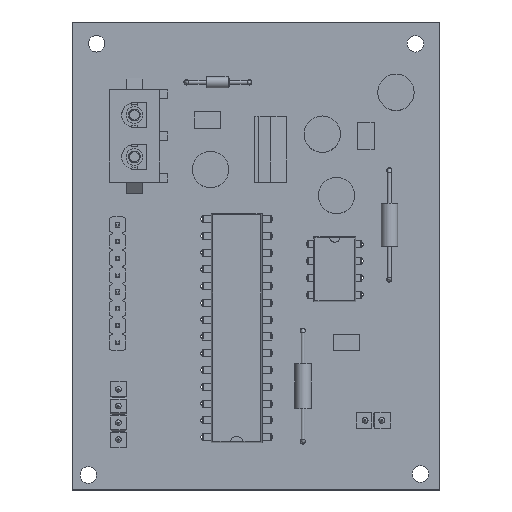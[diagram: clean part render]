
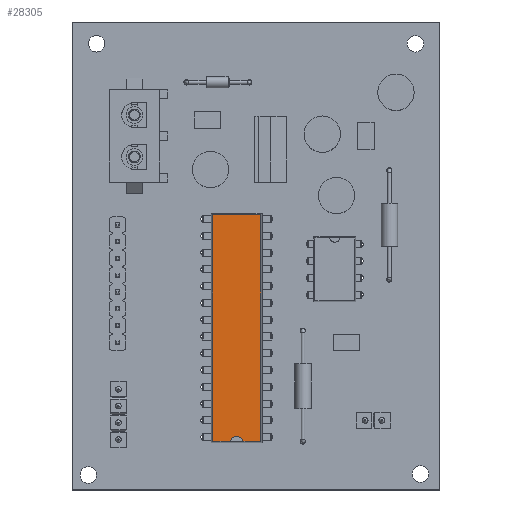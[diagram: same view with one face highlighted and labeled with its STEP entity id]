
A CAD part, top view. The second image highlights one B-rep face of the part: STEP entity #28305.
In plain terms, the highlighted planar face has unit normal (0, 0, 1).
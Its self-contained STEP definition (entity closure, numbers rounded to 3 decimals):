
#28137 = VERTEX_POINT('',#28138);
#28138 = CARTESIAN_POINT('',(-3.65,-17.146,4.572));
#28146 = VERTEX_POINT('',#28147);
#28147 = CARTESIAN_POINT('',(-3.65,17.146,4.572));
#28153 = EDGE_CURVE('',#28137,#28146,#28154,.T.);
#28154 = LINE('',#28155,#28156);
#28155 = CARTESIAN_POINT('',(-3.65,-17.338,4.572));
#28156 = VECTOR('',#28157,1.);
#28157 = DIRECTION('',(0.,1.,0.));
#28247 = VERTEX_POINT('',#28248);
#28248 = CARTESIAN_POINT('',(3.65,-17.146,4.572));
#28254 = EDGE_CURVE('',#28137,#28247,#28255,.T.);
#28255 = LINE('',#28256,#28257);
#28256 = CARTESIAN_POINT('',(-3.842,-17.146,4.572));
#28257 = VECTOR('',#28258,1.);
#28258 = DIRECTION('',(1.,0.,0.));
#28305 = ADVANCED_FACE('',(#28306),#28341,.T.);
#28306 = FACE_BOUND('',#28307,.T.);
#28307 = EDGE_LOOP('',(#28308,#28309,#28310,#28318,#28326,#28335));
#28308 = ORIENTED_EDGE('',*,*,#28153,.F.);
#28309 = ORIENTED_EDGE('',*,*,#28254,.T.);
#28310 = ORIENTED_EDGE('',*,*,#28311,.T.);
#28311 = EDGE_CURVE('',#28247,#28312,#28314,.T.);
#28312 = VERTEX_POINT('',#28313);
#28313 = CARTESIAN_POINT('',(3.65,17.146,4.572));
#28314 = LINE('',#28315,#28316);
#28315 = CARTESIAN_POINT('',(3.65,-17.338,4.572));
#28316 = VECTOR('',#28317,1.);
#28317 = DIRECTION('',(0.,1.,0.));
#28318 = ORIENTED_EDGE('',*,*,#28319,.F.);
#28319 = EDGE_CURVE('',#28320,#28312,#28322,.T.);
#28320 = VERTEX_POINT('',#28321);
#28321 = CARTESIAN_POINT('',(0.941,17.146,4.572));
#28322 = LINE('',#28323,#28324);
#28323 = CARTESIAN_POINT('',(-3.842,17.146,4.572));
#28324 = VECTOR('',#28325,1.);
#28325 = DIRECTION('',(1.,0.,0.));
#28326 = ORIENTED_EDGE('',*,*,#28327,.F.);
#28327 = EDGE_CURVE('',#28328,#28320,#28330,.T.);
#28328 = VERTEX_POINT('',#28329);
#28329 = CARTESIAN_POINT('',(-0.941,17.146,4.572));
#28330 = CIRCLE('',#28331,0.96);
#28331 = AXIS2_PLACEMENT_3D('',#28332,#28333,#28334);
#28332 = CARTESIAN_POINT('',(0.,17.338,4.572));
#28333 = DIRECTION('',(0.,0.,1.));
#28334 = DIRECTION('',(1.,0.,0.));
#28335 = ORIENTED_EDGE('',*,*,#28336,.F.);
#28336 = EDGE_CURVE('',#28146,#28328,#28337,.T.);
#28337 = LINE('',#28338,#28339);
#28338 = CARTESIAN_POINT('',(-3.842,17.146,4.572));
#28339 = VECTOR('',#28340,1.);
#28340 = DIRECTION('',(1.,0.,0.));
#28341 = PLANE('',#28342);
#28342 = AXIS2_PLACEMENT_3D('',#28343,#28344,#28345);
#28343 = CARTESIAN_POINT('',(-3.842,-17.338,4.572));
#28344 = DIRECTION('',(0.,0.,1.));
#28345 = DIRECTION('',(1.,0.,0.));
